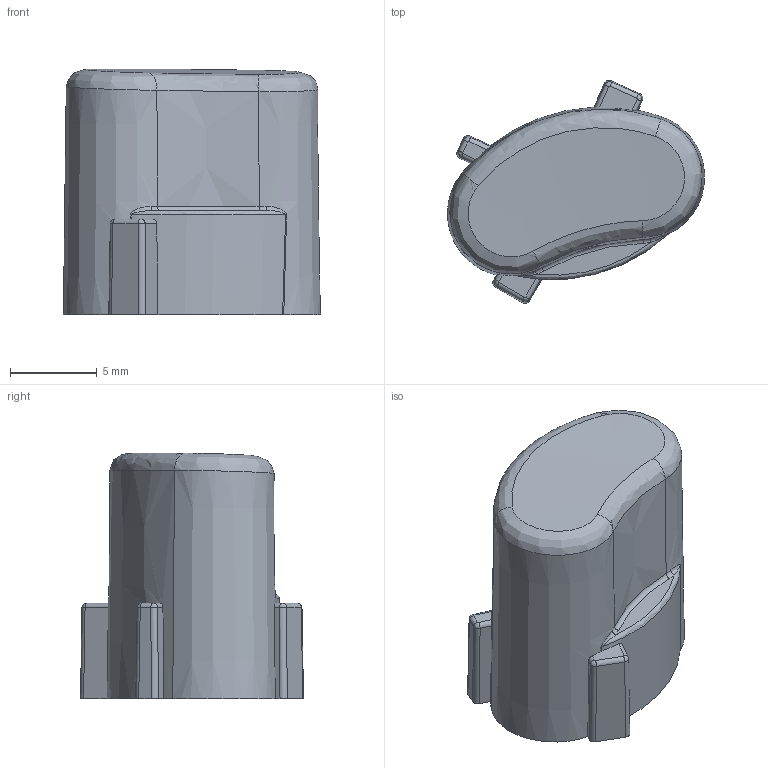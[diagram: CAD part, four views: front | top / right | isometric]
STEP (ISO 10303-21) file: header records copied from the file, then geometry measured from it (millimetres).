
FILE_DESCRIPTION(/* description */ (''),/* implementation_level */ '2;1');
FILE_NAME(/* name */ 'Y Button.step',/* time_stamp */ '2023-12-15T01:07:44-08:00',/* author */ (''),/* organization */ (''),/* preprocessor_version */ 'ST-DEVELOPER v20',/* originating_system */ 'Autodesk Translation Framework v12.14.0.127',/* authorisation */ '');
FILE_SCHEMA (('AUTOMOTIVE_DESIGN { 1 0 10303 214 3 1 1 }'));
Length unit declared in the file: millimetre
Products named in the file (1): U Y OEM
Bounding box: 14.78 x 12.82 x 14.13 mm (x, y, z)
Volume: 713.1 mm3; surface area: 1573 mm2
Topology: 1 solids, 1 shells, 97 faces, 245 edges, 152 vertices
Faces by surface type: bspline 28, plane 22, cylinder 21, cone 19, torus 7
Entity records: 3871 total; most frequent: CARTESIAN_POINT 1710, ORIENTED_EDGE 490, DIRECTION 386, EDGE_CURVE 245, AXIS2_PLACEMENT_3D 157, VERTEX_POINT 152, EDGE_LOOP 99, FACE_OUTER_BOUND 97
